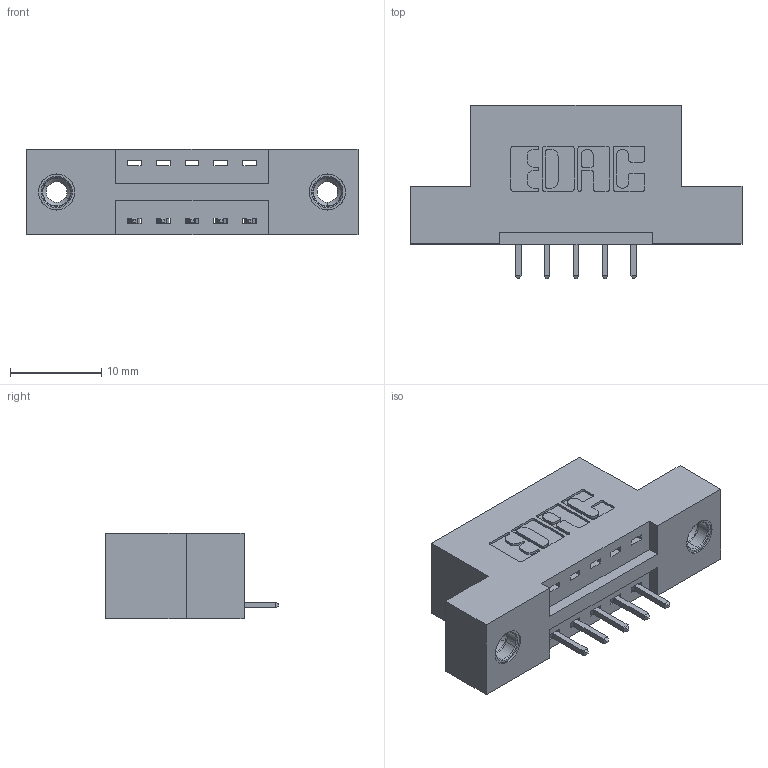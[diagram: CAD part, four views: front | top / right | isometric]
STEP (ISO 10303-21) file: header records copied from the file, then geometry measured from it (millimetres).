
FILE_DESCRIPTION (( 'STEP AP203' ), '1' );
FILE_NAME ('346-005-521-108.STEP', '2022-05-04T17:31:29', ( '' ), ( '' ), 'SwSTEP 2.0', 'SolidWorks 2020', '' );
FILE_SCHEMA (( 'CONFIG_CONTROL_DESIGN' ));
Length unit declared in the file: inch
Products named in the file (4): 346-005-521-108; 345-292-001_345-293-121; 345-250-001_345-250-003-102; 346 Part_Flush Mounting Lugs - 0.156 Dia-TI
Assembly tree (8 placements, depth 2):
  346-005-521-108
    346 Part_Flush Mounting Lugs - 0.156 Dia-TI
    345-292-001_345-293-121  x5
    345-250-001_345-250-003-102  x2
Bounding box: 36.45 x 19.05 x 9.4 mm (x, y, z)
Volume: 3213.3 mm3; surface area: 3582.2 mm2
Topology: 8 solids, 8 shells, 472 faces, 1345 edges, 882 vertices
Faces by surface type: plane 308, cylinder 148, cone 12, torus 4
Entity records: 9288 total; most frequent: CARTESIAN_POINT 1586, ORIENTED_EDGE 1518, DIRECTION 1471, EDGE_CURVE 759, LINE 587, VECTOR 587, VERTEX_POINT 500, AXIS2_PLACEMENT_3D 442
